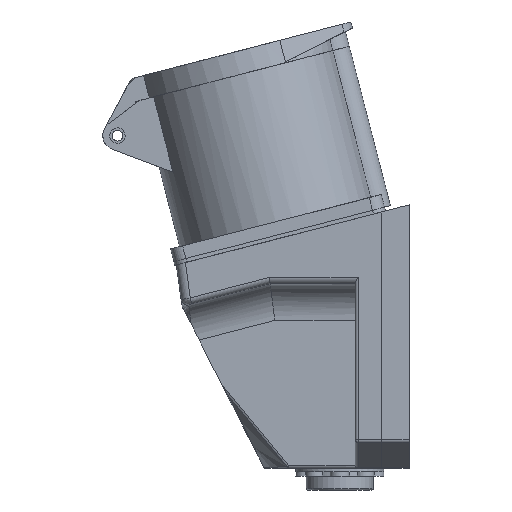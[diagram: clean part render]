
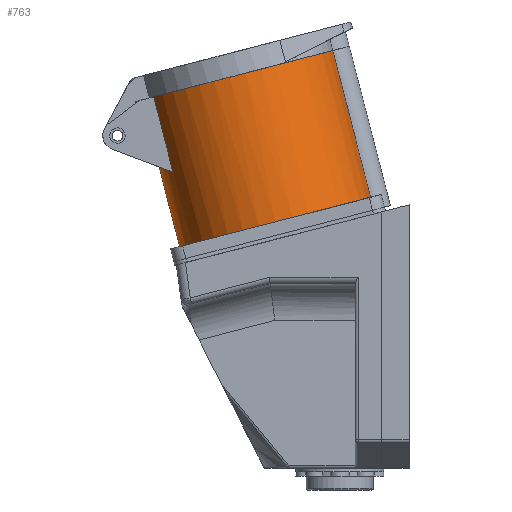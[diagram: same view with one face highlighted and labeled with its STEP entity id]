
A CAD part, left-side view. The second image highlights one B-rep face of the part: STEP entity #763.
In plain terms, the highlighted cylindrical face has radius 32.25 mm (diameter 64.5 mm), a partial arc.
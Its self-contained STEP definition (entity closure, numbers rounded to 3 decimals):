
#125 = EDGE_CURVE ( 'NONE', #5047, #4268, #11034, .T. ) ;
#221 = DIRECTION ( 'NONE',  ( 0., -1., 0. ) ) ;
#402 = EDGE_CURVE ( 'NONE', #5047, #1801, #2467, .T. ) ;
#478 = EDGE_CURVE ( 'NONE', #4173, #1801, #10038, .T. ) ;
#622 = ORIENTED_EDGE ( 'NONE', *, *, #1020, .T. ) ;
#638 = CARTESIAN_POINT ( 'NONE',  ( -33.691, 31.639, 5.628 ) ) ;
#763 = ADVANCED_FACE ( 'NONE', ( #5294 ), #14447, .T. ) ;
#907 = LINE ( 'NONE', #8995, #7383 ) ;
#1020 = EDGE_CURVE ( 'NONE', #5661, #14309, #1024, .T. ) ;
#1024 = CIRCLE ( 'NONE', #10348, 32.25 ) ;
#1801 = VERTEX_POINT ( 'NONE', #10433 ) ;
#1806 = CARTESIAN_POINT ( 'NONE',  ( 31.733, 70.3, 5.75 ) ) ;
#2405 = DIRECTION ( 'NONE',  ( 0., 0., -1. ) ) ;
#2467 = CIRCLE ( 'NONE', #7735, 32.25 ) ;
#2539 = ORIENTED_EDGE ( 'NONE', *, *, #125, .F. ) ;
#2692 = VECTOR ( 'NONE', #7423, 1000. ) ;
#3047 = VECTOR ( 'NONE', #3413, 1000. ) ;
#3413 = DIRECTION ( 'NONE',  ( 0., -1., 0. ) ) ;
#3826 = DIRECTION ( 'NONE',  ( 0., -1., 0. ) ) ;
#3845 = CARTESIAN_POINT ( 'NONE',  ( 31.733, 53.05, 5.75 ) ) ;
#4035 = CARTESIAN_POINT ( 'NONE',  ( -28.281, 27.852, -15.5 ) ) ;
#4173 = VERTEX_POINT ( 'NONE', #6836 ) ;
#4252 = AXIS2_PLACEMENT_3D ( 'NONE', #10500, #221, #4791 ) ;
#4268 = VERTEX_POINT ( 'NONE', #8943 ) ;
#4791 = DIRECTION ( 'NONE',  ( 0., 0., -1. ) ) ;
#5047 = VERTEX_POINT ( 'NONE', #3845 ) ;
#5103 = ORIENTED_EDGE ( 'NONE', *, *, #6534, .T. ) ;
#5236 = CARTESIAN_POINT ( 'NONE',  ( -28.281, 27.852, 15.5 ) ) ;
#5244 = CARTESIAN_POINT ( 'NONE',  ( -28.281, 60.55, 15.5 ) ) ;
#5294 = FACE_OUTER_BOUND ( 'NONE', #8576, .T. ) ;
#5518 = DIRECTION ( 'NONE',  ( 0., -1., 0. ) ) ;
#5562 = DIRECTION ( 'NONE',  ( 0., 1., 0. ) ) ;
#5661 = VERTEX_POINT ( 'NONE', #8890 ) ;
#5671 = LINE ( 'NONE', #10238, #3047 ) ;
#5710 = EDGE_CURVE ( 'NONE', #14309, #10658, #5671, .T. ) ;
#5914 = CARTESIAN_POINT ( 'NONE',  ( 31.733, 53.05, -5.75 ) ) ;
#6116 = VERTEX_POINT ( 'NONE', #8874 ) ;
#6534 = EDGE_CURVE ( 'NONE', #6116, #5661, #907, .T. ) ;
#6836 = CARTESIAN_POINT ( 'NONE',  ( -28.281, 27.852, 15.5 ) ) ;
#7179 = ORIENTED_EDGE ( 'NONE', *, *, #5710, .T. ) ;
#7383 = VECTOR ( 'NONE', #5562, 1000. ) ;
#7423 = DIRECTION ( 'NONE',  ( 0., -1., 0. ) ) ;
#7735 = AXIS2_PLACEMENT_3D ( 'NONE', #14108, #3826, #13046 ) ;
#7937 = EDGE_CURVE ( 'NONE', #4268, #10658, #10695, .T. ) ;
#7976 = DIRECTION ( 'NONE',  ( 0., 0., -1. ) ) ;
#8576 = EDGE_LOOP ( 'NONE', ( #12693, #2539, #9602, #13658, #11781, #5103, #622, #7179 ) ) ;
#8820 = CARTESIAN_POINT ( 'NONE',  ( -33.691, 31.639, -5.628 ) ) ;
#8874 = CARTESIAN_POINT ( 'NONE',  ( -28.281, 27.852, -15.5 ) ) ;
#8890 = CARTESIAN_POINT ( 'NONE',  ( -28.281, 53.05, -15.5 ) ) ;
#8943 = CARTESIAN_POINT ( 'NONE',  ( 31.733, 3.9, 5.75 ) ) ;
#8995 = CARTESIAN_POINT ( 'NONE',  ( -28.281, 60.55, -15.5 ) ) ;
#9207 = DIRECTION ( 'NONE',  ( 0., -1., 0. ) ) ;
#9602 = ORIENTED_EDGE ( 'NONE', *, *, #402, .T. ) ;
#10038 = LINE ( 'NONE', #5244, #13242 ) ;
#10238 = CARTESIAN_POINT ( 'NONE',  ( 31.733, 70.3, -5.75 ) ) ;
#10264 =( BOUNDED_CURVE ( )  B_SPLINE_CURVE ( 3, ( #4035, #8820, #638, #5236 ),
 .UNSPECIFIED., .F., .T. ) 
 B_SPLINE_CURVE_WITH_KNOTS ( ( 4, 4 ),
 ( 2.64, 3.643 ),
 .UNSPECIFIED. ) 
 CURVE ( )  GEOMETRIC_REPRESENTATION_ITEM ( )  RATIONAL_B_SPLINE_CURVE ( ( 1., 0.918, 0.918, 1. ) ) 
 REPRESENTATION_ITEM ( '' )  );
#10348 = AXIS2_PLACEMENT_3D ( 'NONE', #14034, #9207, #2405 ) ;
#10433 = CARTESIAN_POINT ( 'NONE',  ( -28.281, 53.05, 15.5 ) ) ;
#10500 = CARTESIAN_POINT ( 'NONE',  ( 0., 3.9, 0. ) ) ;
#10658 = VERTEX_POINT ( 'NONE', #14645 ) ;
#10695 = CIRCLE ( 'NONE', #4252, 32.25 ) ;
#11034 = LINE ( 'NONE', #1806, #2692 ) ;
#11223 = EDGE_CURVE ( 'NONE', #6116, #4173, #10264, .T. ) ;
#11781 = ORIENTED_EDGE ( 'NONE', *, *, #11223, .F. ) ;
#12693 = ORIENTED_EDGE ( 'NONE', *, *, #7937, .F. ) ;
#12747 = AXIS2_PLACEMENT_3D ( 'NONE', #13319, #5518, #7976 ) ;
#13046 = DIRECTION ( 'NONE',  ( 0., 0., -1. ) ) ;
#13242 = VECTOR ( 'NONE', #14404, 1000. ) ;
#13319 = CARTESIAN_POINT ( 'NONE',  ( 0., 60.55, 0. ) ) ;
#13658 = ORIENTED_EDGE ( 'NONE', *, *, #478, .F. ) ;
#14034 = CARTESIAN_POINT ( 'NONE',  ( 0., 53.05, 0. ) ) ;
#14108 = CARTESIAN_POINT ( 'NONE',  ( 0., 53.05, 0. ) ) ;
#14309 = VERTEX_POINT ( 'NONE', #5914 ) ;
#14404 = DIRECTION ( 'NONE',  ( 0., 1., 0. ) ) ;
#14447 = CYLINDRICAL_SURFACE ( 'NONE', #12747, 32.25 ) ;
#14645 = CARTESIAN_POINT ( 'NONE',  ( 31.733, 3.9, -5.75 ) ) ;
